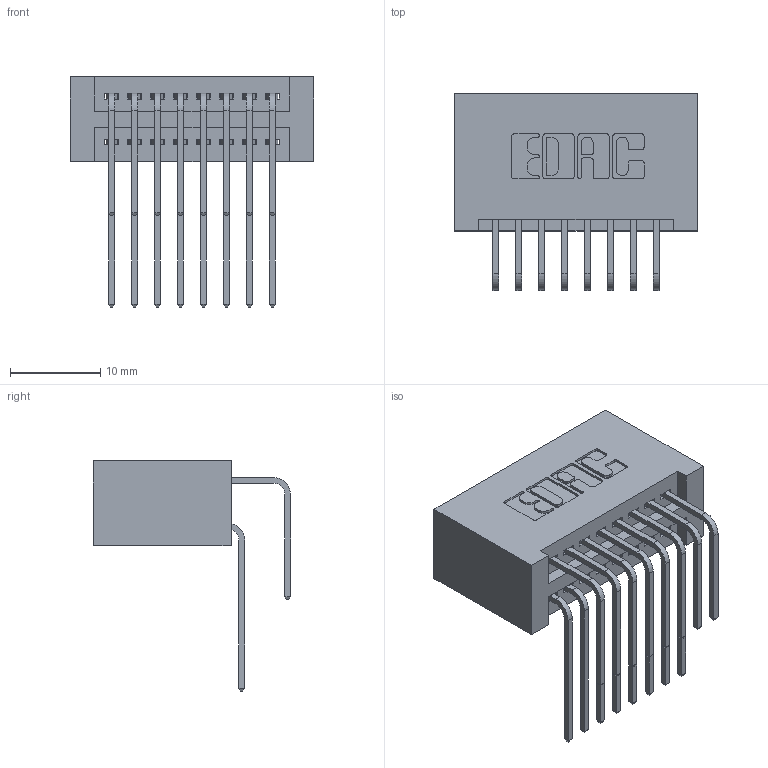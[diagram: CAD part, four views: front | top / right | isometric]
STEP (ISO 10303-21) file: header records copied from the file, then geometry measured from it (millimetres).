
FILE_DESCRIPTION (( 'STEP AP203' ), '1' );
FILE_NAME ('395-016-558-201.STEP', '2018-11-06T20:53:44', ( '' ), ( '' ), 'SwSTEP 2.0', 'SolidWorks 2016', '' );
FILE_SCHEMA (( 'CONFIG_CONTROL_DESIGN' ));
Length unit declared in the file: inch
Products named in the file (4): 345-292-001_558 Tail - 2; 345 Part_No Mounting Lugs; 345-292-001_558 559 Tail - 1; 395-016-558-201
Assembly tree (17 placements, depth 2):
  395-016-558-201
    345 Part_No Mounting Lugs
    345-292-001_558 559 Tail - 1  x8
    345-292-001_558 Tail - 2  x8
Bounding box: 26.92 x 21.83 x 25.53 mm (x, y, z)
Volume: 3008 mm3; surface area: 4525.2 mm2
Topology: 17 solids, 17 shells, 950 faces, 2797 edges, 1842 vertices
Faces by surface type: plane 636, cylinder 314
Entity records: 12229 total; most frequent: CARTESIAN_POINT 2127, ORIENTED_EDGE 2010, DIRECTION 1885, EDGE_CURVE 1005, LINE 809, VECTOR 809, VERTEX_POINT 666, AXIS2_PLACEMENT_3D 538
